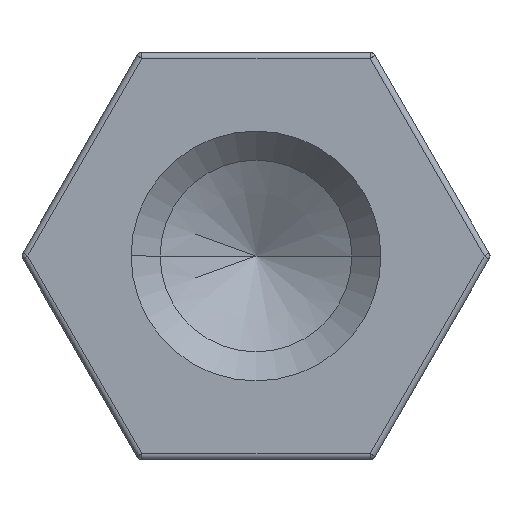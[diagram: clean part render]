
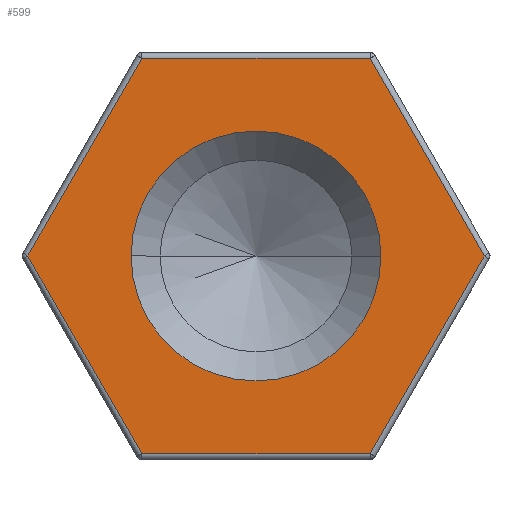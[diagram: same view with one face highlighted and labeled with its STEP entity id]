
A CAD part, left-side view. The second image highlights one B-rep face of the part: STEP entity #599.
In plain terms, the highlighted planar face has unit normal (-1, 0, 0).
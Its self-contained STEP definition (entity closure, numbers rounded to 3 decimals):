
#61 = EDGE_CURVE ( 'NONE', #982, #1123, #538, .T. ) ;
#73 = EDGE_CURVE ( 'NONE', #960, #1036, #524, .T. ) ;
#108 = CARTESIAN_POINT ( 'NONE',  ( 0., -2.944, -1.7 ) ) ;
#130 = EDGE_CURVE ( 'NONE', #1140, #982, #433, .T. ) ;
#134 = EDGE_CURVE ( 'NONE', #904, #743, #416, .T. ) ;
#138 = EDGE_CURVE ( 'NONE', #743, #1140, #411, .T. ) ;
#139 = EDGE_CURVE ( 'NONE', #1123, #1236, #406, .T. ) ;
#140 = EDGE_CURVE ( 'NONE', #1236, #904, #400, .T. ) ;
#152 = EDGE_CURVE ( 'NONE', #1036, #960, #376, .T. ) ;
#167 = FACE_BOUND ( 'NONE', #1183, .T. ) ;
#191 = FACE_OUTER_BOUND ( 'NONE', #1168, .T. ) ;
#214 = CARTESIAN_POINT ( 'NONE',  ( 0., 2.944, 1.7 ) ) ;
#257 = DIRECTION ( 'NONE',  ( 0., -0.5, -0.866 ) ) ;
#261 = CARTESIAN_POINT ( 'NONE',  ( 0., 2.15, 0. ) ) ;
#266 = CARTESIAN_POINT ( 'NONE',  ( 0., -2.944, 1.7 ) ) ;
#272 = CARTESIAN_POINT ( 'NONE',  ( 0., 0., 3.4 ) ) ;
#293 = CARTESIAN_POINT ( 'NONE',  ( 0., -3.926, 0. ) ) ;
#304 = DIRECTION ( 'NONE',  ( 0., 0.5, 0.866 ) ) ;
#376 = CIRCLE ( 'NONE', #1389, 2.15 ) ;
#385 = DIRECTION ( 'NONE',  ( 0., 1., 0. ) ) ;
#390 = VECTOR ( 'NONE', #385, 1000. ) ;
#398 = VECTOR ( 'NONE', #304, 1000. ) ;
#400 = LINE ( 'NONE', #272, #390 ) ;
#403 = VECTOR ( 'NONE', #257, 1000. ) ;
#406 = LINE ( 'NONE', #266, #398 ) ;
#408 = VECTOR ( 'NONE', #799, 1000. ) ;
#411 = LINE ( 'NONE', #795, #403 ) ;
#413 = VECTOR ( 'NONE', #617, 1000. ) ;
#416 = LINE ( 'NONE', #214, #408 ) ;
#433 = LINE ( 'NONE', #709, #413 ) ;
#452 = CARTESIAN_POINT ( 'NONE',  ( 0., 0., 0. ) ) ;
#501 = AXIS2_PLACEMENT_3D ( 'NONE', #866, #855, #758 ) ;
#524 = CIRCLE ( 'NONE', #501, 2.15 ) ;
#532 = DIRECTION ( 'NONE',  ( 0., 1., 0. ) ) ;
#535 = VECTOR ( 'NONE', #1069, 1000. ) ;
#538 = LINE ( 'NONE', #108, #535 ) ;
#553 = DIRECTION ( 'NONE',  ( 1., 0., 0. ) ) ;
#599 = ADVANCED_FACE ( 'NONE', ( #191, #167 ), #1297, .F. ) ;
#617 = DIRECTION ( 'NONE',  ( 0., -1., 0. ) ) ;
#709 = CARTESIAN_POINT ( 'NONE',  ( 0., 0., -3.4 ) ) ;
#743 = VERTEX_POINT ( 'NONE', #1394 ) ;
#758 = DIRECTION ( 'NONE',  ( 0., 1., 0. ) ) ;
#795 = CARTESIAN_POINT ( 'NONE',  ( 0., 2.944, -1.7 ) ) ;
#799 = DIRECTION ( 'NONE',  ( 0., 0.5, -0.866 ) ) ;
#854 = ORIENTED_EDGE ( 'NONE', *, *, #139, .T. ) ;
#855 = DIRECTION ( 'NONE',  ( 1., 0., 0. ) ) ;
#856 = ORIENTED_EDGE ( 'NONE', *, *, #140, .T. ) ;
#858 = ORIENTED_EDGE ( 'NONE', *, *, #134, .T. ) ;
#862 = ORIENTED_EDGE ( 'NONE', *, *, #138, .T. ) ;
#865 = ORIENTED_EDGE ( 'NONE', *, *, #130, .T. ) ;
#866 = CARTESIAN_POINT ( 'NONE',  ( 0., 0., 0. ) ) ;
#867 = ORIENTED_EDGE ( 'NONE', *, *, #73, .T. ) ;
#870 = ORIENTED_EDGE ( 'NONE', *, *, #152, .T. ) ;
#889 = CARTESIAN_POINT ( 'NONE',  ( 0., -1.963, 3.4 ) ) ;
#904 = VERTEX_POINT ( 'NONE', #1196 ) ;
#960 = VERTEX_POINT ( 'NONE', #261 ) ;
#982 = VERTEX_POINT ( 'NONE', #1208 ) ;
#1036 = VERTEX_POINT ( 'NONE', #1106 ) ;
#1050 = DIRECTION ( 'NONE',  ( 0., 1., 0. ) ) ;
#1052 = DIRECTION ( 'NONE',  ( 1., 0., 0. ) ) ;
#1069 = DIRECTION ( 'NONE',  ( 0., -0.5, 0.866 ) ) ;
#1106 = CARTESIAN_POINT ( 'NONE',  ( 0., -2.15, 0. ) ) ;
#1123 = VERTEX_POINT ( 'NONE', #293 ) ;
#1140 = VERTEX_POINT ( 'NONE', #1225 ) ;
#1168 = EDGE_LOOP ( 'NONE', ( #854, #856, #858, #862, #865, #1190 ) ) ;
#1183 = EDGE_LOOP ( 'NONE', ( #867, #870 ) ) ;
#1190 = ORIENTED_EDGE ( 'NONE', *, *, #61, .T. ) ;
#1196 = CARTESIAN_POINT ( 'NONE',  ( 0., 1.963, 3.4 ) ) ;
#1208 = CARTESIAN_POINT ( 'NONE',  ( 0., -1.963, -3.4 ) ) ;
#1225 = CARTESIAN_POINT ( 'NONE',  ( 0., 1.963, -3.4 ) ) ;
#1236 = VERTEX_POINT ( 'NONE', #889 ) ;
#1291 = CARTESIAN_POINT ( 'NONE',  ( 0., 0., 0. ) ) ;
#1295 = AXIS2_PLACEMENT_3D ( 'NONE', #1291, #1052, #1050 ) ;
#1297 = PLANE ( 'NONE',  #1295 ) ;
#1389 = AXIS2_PLACEMENT_3D ( 'NONE', #452, #553, #532 ) ;
#1394 = CARTESIAN_POINT ( 'NONE',  ( 0., 3.926, 0. ) ) ;
